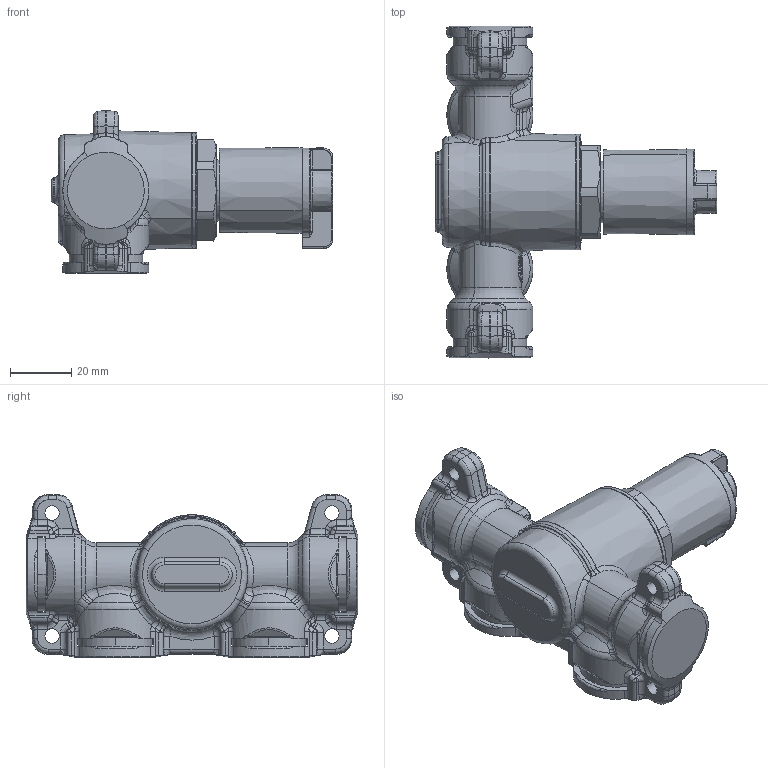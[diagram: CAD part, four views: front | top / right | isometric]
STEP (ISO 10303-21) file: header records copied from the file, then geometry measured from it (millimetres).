
FILE_DESCRIPTION(('CATIA V5 STEP Exchange','CAx-IF Rec.Pracs.--- Model Styling and Organization---1.4--- 2014-01-23','CAx-IF Rec.Pracs.---3D Tessellated Data Validation Properties---0.5---2014-09-14'),'2;1');
FILE_NAME('STEP_359193_-_TST.stp','2022-01-19T14:07:59+00:00',('none'),('none'),'CATIA Version 5-6 Release 2019 SP3','CATIA V5 STEP AP242 v1','none');
FILE_SCHEMA(('AP242_MANAGED_MODEL_BASED_3D_ENGINEERING_MIM_LF {1 0 10303 442 1 1 4}'));
Length unit declared in the file: millimetre
Products named in the file (1): 359193 - TST
Bounding box: 91.65 x 108 x 53 mm (x, y, z)
Volume: 137250.8 mm3; surface area: 24740.9 mm2
Topology: 1 solids, 1 shells, 1047 faces, 2591 edges, 1487 vertices
Faces by surface type: bspline 504, cylinder 268, plane 110, cone 63, torus 61, sphere 41
Entity records: 59477 total; most frequent: CARTESIAN_POINT 39757, ORIENTED_EDGE 5070, EDGE_CURVE 2535, DIRECTION 1655, B_SPLINE_CURVE_WITH_KNOTS 1604, VERTEX_POINT 1487, EDGE_LOOP 1068, ADVANCED_FACE 1047
